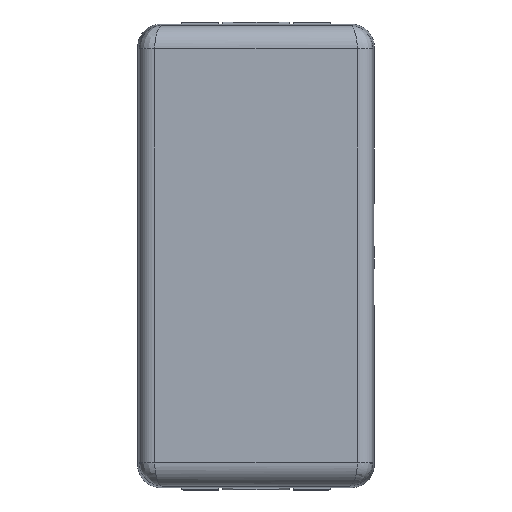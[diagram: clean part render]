
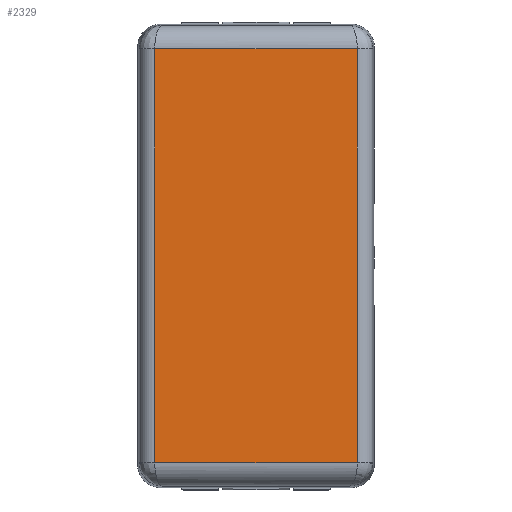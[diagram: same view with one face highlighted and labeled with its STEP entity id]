
A CAD part, top view. The second image highlights one B-rep face of the part: STEP entity #2329.
In plain terms, the highlighted planar face has unit normal (0, 0, 1).
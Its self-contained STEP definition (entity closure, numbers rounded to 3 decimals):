
#18 = ORIENTED_EDGE ( 'NONE', *, *, #4355, .F. ) ;
#74 = CARTESIAN_POINT ( 'NONE',  ( -9.825, -20.088, 11.5 ) ) ;
#79 = LINE ( 'NONE', #1649, #686 ) ;
#205 = DIRECTION ( 'NONE',  ( -1., 0., 0. ) ) ;
#371 = EDGE_CURVE ( 'NONE', #1131, #2879, #4368, .T. ) ;
#666 = LINE ( 'NONE', #3617, #4183 ) ;
#686 = VECTOR ( 'NONE', #4601, 1000. ) ;
#811 = VECTOR ( 'NONE', #2474, 1000. ) ;
#816 = DIRECTION ( 'NONE',  ( 0., 0., -1. ) ) ;
#851 = EDGE_CURVE ( 'NONE', #2879, #2081, #666, .T. ) ;
#937 = CARTESIAN_POINT ( 'NONE',  ( -9.825, 0., 11.5 ) ) ;
#1131 = VERTEX_POINT ( 'NONE', #1788 ) ;
#1197 = DIRECTION ( 'NONE',  ( -0.009, 1., 0. ) ) ;
#1279 = LINE ( 'NONE', #2121, #811 ) ;
#1339 = VERTEX_POINT ( 'NONE', #1484 ) ;
#1484 = CARTESIAN_POINT ( 'NONE',  ( -9.825, 20.088, 11.5 ) ) ;
#1649 = CARTESIAN_POINT ( 'NONE',  ( -9.825, 20.075, 11.5 ) ) ;
#1690 = LINE ( 'NONE', #3537, #2288 ) ;
#1699 = VECTOR ( 'NONE', #4740, 1000. ) ;
#1771 = DIRECTION ( 'NONE',  ( 0., -1., 0. ) ) ;
#1788 = CARTESIAN_POINT ( 'NONE',  ( 9.825, 20.088, 11.5 ) ) ;
#1937 = VERTEX_POINT ( 'NONE', #4463 ) ;
#1947 = CARTESIAN_POINT ( 'NONE',  ( 0., 20.088, 11.5 ) ) ;
#1972 = LINE ( 'NONE', #3083, #4031 ) ;
#1982 = VERTEX_POINT ( 'NONE', #2894 ) ;
#2071 = LINE ( 'NONE', #937, #1699 ) ;
#2081 = VERTEX_POINT ( 'NONE', #2486 ) ;
#2121 = CARTESIAN_POINT ( 'NONE',  ( 9.825, -20.075, 11.5 ) ) ;
#2233 = CARTESIAN_POINT ( 'NONE',  ( 9.825, 20.088, 11.5 ) ) ;
#2288 = VECTOR ( 'NONE', #205, 1000. ) ;
#2290 = DIRECTION ( 'NONE',  ( -1., 0., 0. ) ) ;
#2329 = ADVANCED_FACE ( 'NONE', ( #4596 ), #2689, .F. ) ;
#2369 = VECTOR ( 'NONE', #4889, 1000. ) ;
#2372 = EDGE_LOOP ( 'NONE', ( #4509, #4431, #3307, #2751, #4456, #3838, #18, #3843 ) ) ;
#2429 = VERTEX_POINT ( 'NONE', #74 ) ;
#2442 = VECTOR ( 'NONE', #4623, 1000. ) ;
#2474 = DIRECTION ( 'NONE',  ( -0.009, -1., 0. ) ) ;
#2486 = CARTESIAN_POINT ( 'NONE',  ( 9.825, -20.075, 11.5 ) ) ;
#2689 = PLANE ( 'NONE',  #4023 ) ;
#2751 = ORIENTED_EDGE ( 'NONE', *, *, #851, .F. ) ;
#2761 = LINE ( 'NONE', #1947, #2442 ) ;
#2879 = VERTEX_POINT ( 'NONE', #4043 ) ;
#2894 = CARTESIAN_POINT ( 'NONE',  ( 9.825, -20.088, 11.5 ) ) ;
#2990 = VERTEX_POINT ( 'NONE', #3381 ) ;
#3078 = CARTESIAN_POINT ( 'NONE',  ( 0., 0., 11.5 ) ) ;
#3083 = CARTESIAN_POINT ( 'NONE',  ( -9.825, -20.088, 11.5 ) ) ;
#3307 = ORIENTED_EDGE ( 'NONE', *, *, #4775, .F. ) ;
#3371 = EDGE_CURVE ( 'NONE', #2429, #2990, #1972, .T. ) ;
#3381 = CARTESIAN_POINT ( 'NONE',  ( -9.825, -20.075, 11.5 ) ) ;
#3537 = CARTESIAN_POINT ( 'NONE',  ( 0., -20.088, 11.5 ) ) ;
#3617 = CARTESIAN_POINT ( 'NONE',  ( 9.825, 0., 11.5 ) ) ;
#3838 = ORIENTED_EDGE ( 'NONE', *, *, #4323, .F. ) ;
#3843 = ORIENTED_EDGE ( 'NONE', *, *, #4511, .F. ) ;
#3917 = EDGE_CURVE ( 'NONE', #1982, #2429, #1690, .T. ) ;
#4023 = AXIS2_PLACEMENT_3D ( 'NONE', #3078, #816, #2290 ) ;
#4031 = VECTOR ( 'NONE', #1197, 1000. ) ;
#4043 = CARTESIAN_POINT ( 'NONE',  ( 9.825, 20.075, 11.5 ) ) ;
#4183 = VECTOR ( 'NONE', #1771, 1000. ) ;
#4323 = EDGE_CURVE ( 'NONE', #1339, #1131, #2761, .T. ) ;
#4355 = EDGE_CURVE ( 'NONE', #1937, #1339, #79, .T. ) ;
#4368 = LINE ( 'NONE', #2233, #2369 ) ;
#4431 = ORIENTED_EDGE ( 'NONE', *, *, #3917, .F. ) ;
#4456 = ORIENTED_EDGE ( 'NONE', *, *, #371, .F. ) ;
#4463 = CARTESIAN_POINT ( 'NONE',  ( -9.825, 20.075, 11.5 ) ) ;
#4509 = ORIENTED_EDGE ( 'NONE', *, *, #3371, .F. ) ;
#4511 = EDGE_CURVE ( 'NONE', #2990, #1937, #2071, .T. ) ;
#4596 = FACE_OUTER_BOUND ( 'NONE', #2372, .T. ) ;
#4601 = DIRECTION ( 'NONE',  ( 0.009, 1., 0. ) ) ;
#4623 = DIRECTION ( 'NONE',  ( 1., 0., 0. ) ) ;
#4740 = DIRECTION ( 'NONE',  ( 0., 1., 0. ) ) ;
#4775 = EDGE_CURVE ( 'NONE', #2081, #1982, #1279, .T. ) ;
#4889 = DIRECTION ( 'NONE',  ( 0.009, -1., 0. ) ) ;
